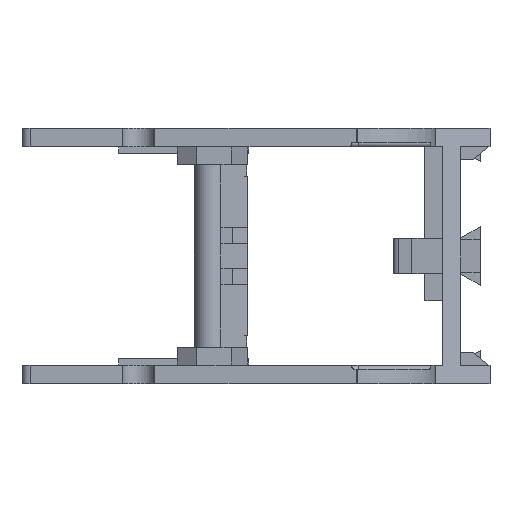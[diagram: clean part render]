
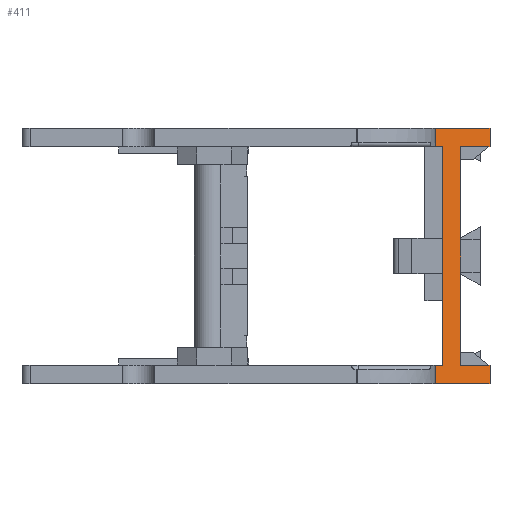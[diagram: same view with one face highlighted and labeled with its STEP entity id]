
A CAD part, front view. The second image highlights one B-rep face of the part: STEP entity #411.
In plain terms, the highlighted planar face has unit normal (0.423, -0.906, 0).
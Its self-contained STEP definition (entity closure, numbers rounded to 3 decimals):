
#411=ADVANCED_FACE('',(#831),#653,.F.);
#653=PLANE('',#5171);
#831=FACE_OUTER_BOUND('',#1101,.T.);
#1101=EDGE_LOOP('',(#1908,#1909,#1910,#1911,#1912,#1913,#1914,#1915,#1916,
#1917,#1918,#1919));
#1908=ORIENTED_EDGE('',*,*,#3406,.T.);
#1909=ORIENTED_EDGE('',*,*,#3249,.F.);
#1910=ORIENTED_EDGE('',*,*,#3437,.T.);
#1911=ORIENTED_EDGE('',*,*,#3586,.T.);
#1912=ORIENTED_EDGE('',*,*,#3654,.T.);
#1913=ORIENTED_EDGE('',*,*,#3253,.F.);
#1914=ORIENTED_EDGE('',*,*,#3460,.T.);
#1915=ORIENTED_EDGE('',*,*,#3516,.F.);
#1916=ORIENTED_EDGE('',*,*,#3631,.F.);
#1917=ORIENTED_EDGE('',*,*,#3313,.F.);
#1918=ORIENTED_EDGE('',*,*,#3433,.T.);
#1919=ORIENTED_EDGE('',*,*,#3518,.F.);
#2778=VERTEX_POINT('',#6875);
#2779=VERTEX_POINT('',#6877);
#2782=VERTEX_POINT('',#6883);
#2783=VERTEX_POINT('',#6885);
#2837=VERTEX_POINT('',#7010);
#2838=VERTEX_POINT('',#7012);
#2924=VERTEX_POINT('',#7208);
#2946=VERTEX_POINT('',#7264);
#2948=VERTEX_POINT('',#7271);
#2969=VERTEX_POINT('',#7317);
#3009=VERTEX_POINT('',#7421);
#3063=VERTEX_POINT('',#7556);
#3249=EDGE_CURVE('',#2778,#2779,#3956,.T.);
#3253=EDGE_CURVE('',#2782,#2783,#3960,.T.);
#3313=EDGE_CURVE('',#2837,#2838,#4001,.T.);
#3406=EDGE_CURVE('',#2924,#2779,#4070,.T.);
#3433=EDGE_CURVE('',#2837,#2946,#4096,.T.);
#3437=EDGE_CURVE('',#2778,#2948,#4100,.T.);
#3460=EDGE_CURVE('',#2782,#2969,#4121,.T.);
#3516=EDGE_CURVE('',#3009,#2969,#4171,.T.);
#3518=EDGE_CURVE('',#2924,#2946,#4173,.T.);
#3586=EDGE_CURVE('',#2948,#3063,#4224,.T.);
#3631=EDGE_CURVE('',#2838,#3009,#4256,.T.);
#3654=EDGE_CURVE('',#3063,#2783,#4276,.T.);
#3956=LINE('',#6876,#4526);
#3960=LINE('',#6884,#4530);
#4001=LINE('',#7011,#4571);
#4070=LINE('',#7207,#4640);
#4096=LINE('',#7265,#4666);
#4100=LINE('',#7272,#4670);
#4121=LINE('',#7318,#4691);
#4171=LINE('',#7422,#4741);
#4173=LINE('',#7424,#4743);
#4224=LINE('',#7557,#4794);
#4256=LINE('',#7639,#4826);
#4276=LINE('',#7691,#4846);
#4526=VECTOR('',#5503,1.);
#4530=VECTOR('',#5507,1.);
#4571=VECTOR('',#5594,1.);
#4640=VECTOR('',#5713,1.);
#4666=VECTOR('',#5749,1.);
#4670=VECTOR('',#5755,1.);
#4691=VECTOR('',#5784,1.);
#4741=VECTOR('',#5854,1.);
#4743=VECTOR('',#5856,1.);
#4794=VECTOR('',#5955,1.);
#4826=VECTOR('',#6033,1.);
#4846=VECTOR('',#6087,1.);
#5171=AXIS2_PLACEMENT_3D('',#7694,#6091,#6092);
#5503=DIRECTION('',(-0.906,-0.423,0.));
#5507=DIRECTION('',(-0.906,-0.423,0.));
#5594=DIRECTION('',(-0.906,-0.423,0.));
#5713=DIRECTION('',(0.,0.,1.));
#5749=DIRECTION('',(0.,0.,1.));
#5755=DIRECTION('',(0.,0.,1.));
#5784=DIRECTION('',(0.,0.,-1.));
#5854=DIRECTION('',(0.906,0.423,0.));
#5856=DIRECTION('',(0.906,0.423,0.));
#5955=DIRECTION('',(-0.906,-0.423,0.));
#6033=DIRECTION('',(0.,0.,1.));
#6087=DIRECTION('',(0.,0.,-1.));
#6091=DIRECTION('',(-0.423,0.906,0.));
#6092=DIRECTION('',(-0.906,-0.423,0.));
#6875=CARTESIAN_POINT('',(29.434,14.712,-0.05));
#6876=CARTESIAN_POINT('',(26.469,13.329,-0.05));
#6877=CARTESIAN_POINT('',(27.634,13.872,-0.05));
#6883=CARTESIAN_POINT('',(26.534,13.359,-0.05));
#6884=CARTESIAN_POINT('',(23.478,11.934,-0.05));
#6885=CARTESIAN_POINT('',(23.478,11.934,-0.05));
#7010=CARTESIAN_POINT('',(29.434,14.712,-14.6));
#7011=CARTESIAN_POINT('',(27.184,13.662,-14.6));
#7012=CARTESIAN_POINT('',(23.478,11.934,-14.6));
#7207=CARTESIAN_POINT('',(27.634,13.872,0.));
#7208=CARTESIAN_POINT('',(27.634,13.872,-13.45));
#7264=CARTESIAN_POINT('',(29.434,14.712,-13.45));
#7265=CARTESIAN_POINT('',(29.434,14.712,1.));
#7271=CARTESIAN_POINT('',(29.434,14.712,1.1));
#7272=CARTESIAN_POINT('',(29.434,14.712,1.));
#7317=CARTESIAN_POINT('',(26.534,13.359,-13.45));
#7318=CARTESIAN_POINT('',(26.534,13.359,0.));
#7421=CARTESIAN_POINT('',(23.478,11.934,-13.45));
#7422=CARTESIAN_POINT('',(27.184,13.662,-13.45));
#7424=CARTESIAN_POINT('',(26.469,13.329,-13.45));
#7556=CARTESIAN_POINT('',(23.478,11.934,1.1));
#7557=CARTESIAN_POINT('',(23.478,11.934,1.1));
#7639=CARTESIAN_POINT('',(23.478,11.934,-13.5));
#7691=CARTESIAN_POINT('',(23.478,11.934,0.));
#7694=CARTESIAN_POINT('',(26.469,13.329,0.));
